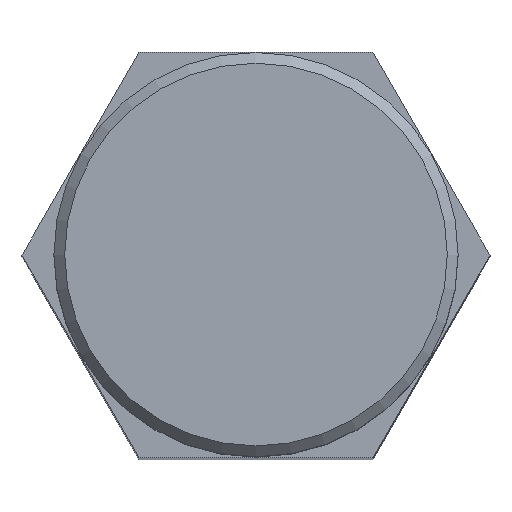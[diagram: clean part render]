
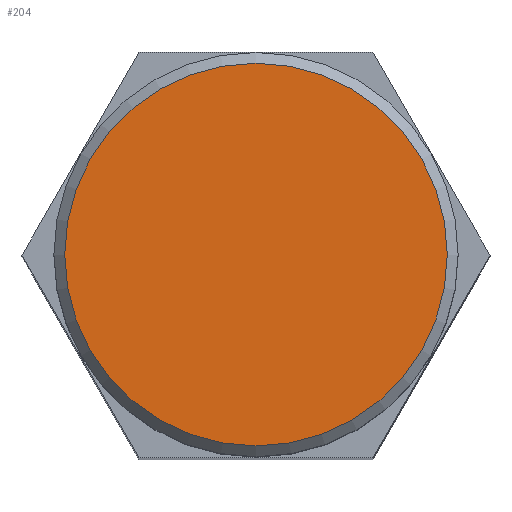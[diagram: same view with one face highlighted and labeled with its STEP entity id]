
A CAD part, top view. The second image highlights one B-rep face of the part: STEP entity #204.
In plain terms, the highlighted planar face has unit normal (0, 0, 1).
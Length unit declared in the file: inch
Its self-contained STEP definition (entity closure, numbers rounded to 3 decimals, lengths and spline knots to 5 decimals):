
#50=PLANE($,#227);
#74=FACE_OUTER_BOUND($,#90,.T.);
#90=EDGE_LOOP($,(#158));
#105=CIRCLE($,#224,0.177);
#111=VERTEX_POINT($,#309);
#129=EDGE_CURVE($,#111,#111,#105,.T.);
#158=ORIENTED_EDGE($,*,*,#129,.F.);
#204=ADVANCED_FACE($,(#74),#50,.T.);
#224=AXIS2_PLACEMENT_3D($,#310,#254,#255);
#227=AXIS2_PLACEMENT_3D($,#314,#260,#261);
#254=DIRECTION('center_axis',(0.,0.,-1.));
#255=DIRECTION('ref_axis',(-1.,0.,0.));
#260=DIRECTION('center_axis',(0.,0.,1.));
#261=DIRECTION('ref_axis',(1.,0.,0.));
#309=CARTESIAN_POINT('',(0.177,0.,0.));
#310=CARTESIAN_POINT('Origin',(0.,0.,0.));
#314=CARTESIAN_POINT('Origin',(0.,0.,
0.));
